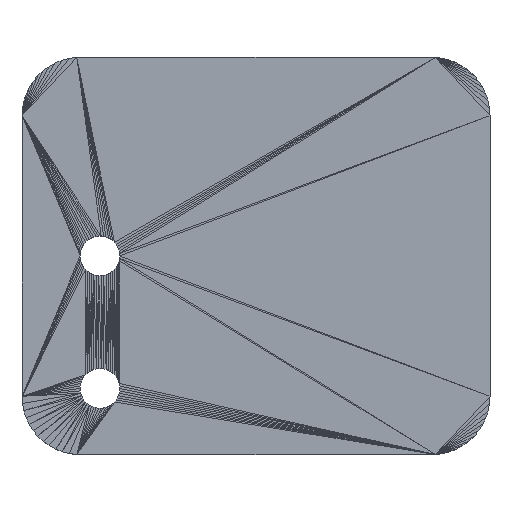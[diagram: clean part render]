
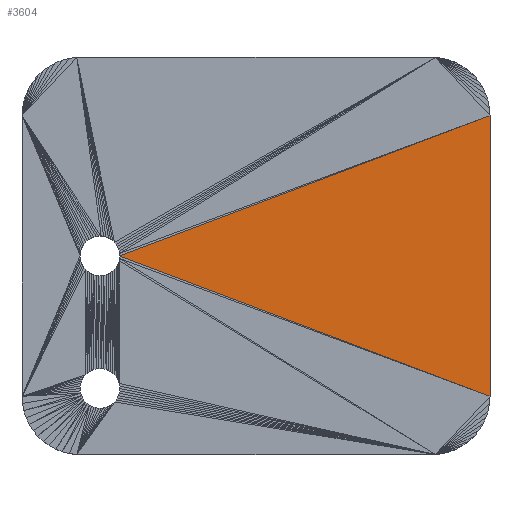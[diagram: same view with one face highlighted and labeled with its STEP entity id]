
A CAD part, top view. The second image highlights one B-rep face of the part: STEP entity #3604.
In plain terms, the highlighted planar face has unit normal (0, 0, 1).
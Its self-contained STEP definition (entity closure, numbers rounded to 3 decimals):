
#2823 = VERTEX_POINT('',#2824);
#2824 = CARTESIAN_POINT('',(20.021,11.999,4.5));
#3129 = PLANE('',#3130);
#3130 = AXIS2_PLACEMENT_3D('',#3131,#3132,#3133);
#3131 = CARTESIAN_POINT('',(4.134,6.034,4.5));
#3132 = DIRECTION('',(0.,0.,1.));
#3133 = DIRECTION('',(0.,1.,0.));
#3552 = VERTEX_POINT('',#3553);
#3553 = CARTESIAN_POINT('',(-11.647,0.,4.5));
#3579 = EDGE_CURVE('',#2823,#3552,#3580,.T.);
#3580 = SURFACE_CURVE('',#3581,(#3585,#3592),.PCURVE_S1.);
#3581 = LINE('',#3582,#3583);
#3582 = CARTESIAN_POINT('',(20.021,11.999,4.5));
#3583 = VECTOR('',#3584,1.);
#3584 = DIRECTION('',(-0.935,-0.354,0.));
#3585 = PCURVE('',#3129,#3586);
#3586 = DEFINITIONAL_REPRESENTATION('',(#3587),#3591);
#3587 = LINE('',#3588,#3589);
#3588 = CARTESIAN_POINT('',(5.965,-15.887));
#3589 = VECTOR('',#3590,1.);
#3590 = DIRECTION('',(-0.354,0.935));
#3591 = ( GEOMETRIC_REPRESENTATION_CONTEXT(2) 
PARAMETRIC_REPRESENTATION_CONTEXT() REPRESENTATION_CONTEXT('2D SPACE',''
  ) );
#3592 = PCURVE('',#3593,#3598);
#3593 = PLANE('',#3594);
#3594 = AXIS2_PLACEMENT_3D('',#3595,#3596,#3597);
#3595 = CARTESIAN_POINT('',(8.329,0.,4.5));
#3596 = DIRECTION('',(0.,0.,1.));
#3597 = DIRECTION('',(1.,0.,-0.));
#3598 = DEFINITIONAL_REPRESENTATION('',(#3599),#3603);
#3599 = LINE('',#3600,#3601);
#3600 = CARTESIAN_POINT('',(11.691,11.999));
#3601 = VECTOR('',#3602,1.);
#3602 = DIRECTION('',(-0.935,-0.354));
#3603 = ( GEOMETRIC_REPRESENTATION_CONTEXT(2) 
PARAMETRIC_REPRESENTATION_CONTEXT() REPRESENTATION_CONTEXT('2D SPACE',''
  ) );
#3604 = ADVANCED_FACE('',(#3605),#3593,.T.);
#3605 = FACE_BOUND('',#3606,.T.);
#3606 = EDGE_LOOP('',(#3607,#3608,#3636));
#3607 = ORIENTED_EDGE('',*,*,#3579,.T.);
#3608 = ORIENTED_EDGE('',*,*,#3609,.T.);
#3609 = EDGE_CURVE('',#3552,#3610,#3612,.T.);
#3610 = VERTEX_POINT('',#3611);
#3611 = CARTESIAN_POINT('',(20.021,-11.999,4.5));
#3612 = SURFACE_CURVE('',#3613,(#3617,#3624),.PCURVE_S1.);
#3613 = LINE('',#3614,#3615);
#3614 = CARTESIAN_POINT('',(-11.647,0.,4.5));
#3615 = VECTOR('',#3616,1.);
#3616 = DIRECTION('',(0.935,-0.354,0.));
#3617 = PCURVE('',#3593,#3618);
#3618 = DEFINITIONAL_REPRESENTATION('',(#3619),#3623);
#3619 = LINE('',#3620,#3621);
#3620 = CARTESIAN_POINT('',(-19.976,0.));
#3621 = VECTOR('',#3622,1.);
#3622 = DIRECTION('',(0.935,-0.354));
#3623 = ( GEOMETRIC_REPRESENTATION_CONTEXT(2) 
PARAMETRIC_REPRESENTATION_CONTEXT() REPRESENTATION_CONTEXT('2D SPACE',''
  ) );
#3624 = PCURVE('',#3625,#3630);
#3625 = PLANE('',#3626);
#3626 = AXIS2_PLACEMENT_3D('',#3627,#3628,#3629);
#3627 = CARTESIAN_POINT('',(4.134,-6.034,4.5));
#3628 = DIRECTION('',(0.,0.,1.));
#3629 = DIRECTION('',(0.,1.,0.));
#3630 = DEFINITIONAL_REPRESENTATION('',(#3631),#3635);
#3631 = LINE('',#3632,#3633);
#3632 = CARTESIAN_POINT('',(6.034,15.781));
#3633 = VECTOR('',#3634,1.);
#3634 = DIRECTION('',(-0.354,-0.935));
#3635 = ( GEOMETRIC_REPRESENTATION_CONTEXT(2) 
PARAMETRIC_REPRESENTATION_CONTEXT() REPRESENTATION_CONTEXT('2D SPACE',''
  ) );
#3636 = ORIENTED_EDGE('',*,*,#3637,.T.);
#3637 = EDGE_CURVE('',#3610,#2823,#3638,.T.);
#3638 = SURFACE_CURVE('',#3639,(#3643,#3650),.PCURVE_S1.);
#3639 = LINE('',#3640,#3641);
#3640 = CARTESIAN_POINT('',(20.021,-11.999,4.5));
#3641 = VECTOR('',#3642,1.);
#3642 = DIRECTION('',(0.,1.,0.));
#3643 = PCURVE('',#3593,#3644);
#3644 = DEFINITIONAL_REPRESENTATION('',(#3645),#3649);
#3645 = LINE('',#3646,#3647);
#3646 = CARTESIAN_POINT('',(11.691,-11.999));
#3647 = VECTOR('',#3648,1.);
#3648 = DIRECTION('',(0.,1.));
#3649 = ( GEOMETRIC_REPRESENTATION_CONTEXT(2) 
PARAMETRIC_REPRESENTATION_CONTEXT() REPRESENTATION_CONTEXT('2D SPACE',''
  ) );
#3650 = PCURVE('',#3651,#3656);
#3651 = PLANE('',#3652);
#3652 = AXIS2_PLACEMENT_3D('',#3653,#3654,#3655);
#3653 = CARTESIAN_POINT('',(20.021,1.02,
    3.27));
#3654 = DIRECTION('',(1.,0.,0.));
#3655 = DIRECTION('',(-0.,0.,1.));
#3656 = DEFINITIONAL_REPRESENTATION('',(#3657),#3661);
#3657 = LINE('',#3658,#3659);
#3658 = CARTESIAN_POINT('',(1.23,13.02));
#3659 = VECTOR('',#3660,1.);
#3660 = DIRECTION('',(0.,-1.));
#3661 = ( GEOMETRIC_REPRESENTATION_CONTEXT(2) 
PARAMETRIC_REPRESENTATION_CONTEXT() REPRESENTATION_CONTEXT('2D SPACE',''
  ) );
